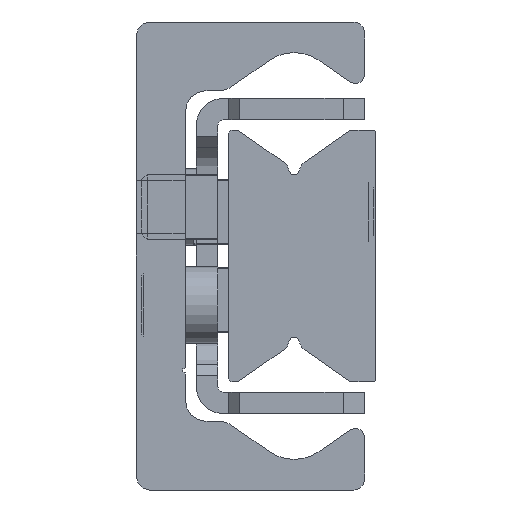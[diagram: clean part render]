
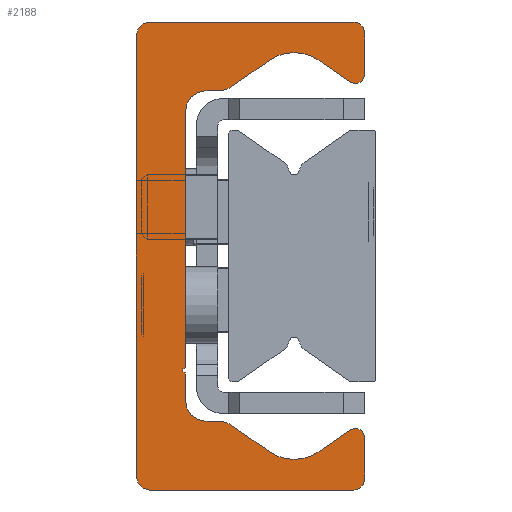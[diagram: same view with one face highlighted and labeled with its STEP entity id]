
A CAD part, left-side view. The second image highlights one B-rep face of the part: STEP entity #2188.
In plain terms, the highlighted planar face has unit normal (-1, 0, 0).
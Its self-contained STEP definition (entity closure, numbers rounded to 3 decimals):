
#1195=CARTESIAN_POINT('',(0.0,9.25,-21.5));
#1196=VERTEX_POINT('',#1195);
#1203=CARTESIAN_POINT('',(0.0,10.5,-20.25));
#1204=VERTEX_POINT('',#1203);
#1205=CARTESIAN_POINT('',(0.0,9.25,-20.25));
#1206=DIRECTION('',(1.0,0.0,0.0));
#1207=DIRECTION('',(0.0,0.0,-1.0));
#1208=AXIS2_PLACEMENT_3D('',#1205,#1206,#1207);
#1209=CIRCLE('',#1208,1.25);
#1210=EDGE_CURVE('',#1196,#1204,#1209,.T.);
#1234=CARTESIAN_POINT('',(0.0,-9.5,-21.5));
#1235=VERTEX_POINT('',#1234);
#1242=CARTESIAN_POINT('',(0.0,-9.5,-21.5));
#1243=DIRECTION('',(0.0,1.0,0.0));
#1244=VECTOR('',#1243,18.75);
#1245=LINE('',#1242,#1244);
#1246=EDGE_CURVE('',#1235,#1196,#1245,.T.);
#1266=CARTESIAN_POINT('',(0.0,-10.5,-20.5));
#1267=VERTEX_POINT('',#1266);
#1274=CARTESIAN_POINT('',(0.0,-9.5,-20.5));
#1275=DIRECTION('',(1.0,0.0,0.0));
#1276=DIRECTION('',(0.0,-1.0,0.0));
#1277=AXIS2_PLACEMENT_3D('',#1274,#1275,#1276);
#1278=CIRCLE('',#1277,1.);
#1279=EDGE_CURVE('',#1267,#1235,#1278,.T.);
#1298=CARTESIAN_POINT('',(0.0,-10.5,-16.65));
#1299=VERTEX_POINT('',#1298);
#1306=CARTESIAN_POINT('',(0.0,-10.5,-16.65));
#1307=DIRECTION('',(0.0,0.0,-1.0));
#1308=VECTOR('',#1307,3.85);
#1309=LINE('',#1306,#1308);
#1310=EDGE_CURVE('',#1299,#1267,#1309,.T.);
#1330=CARTESIAN_POINT('',(0.0,-9.162,-15.954));
#1331=VERTEX_POINT('',#1330);
#1338=CARTESIAN_POINT('',(0.0,-9.65,-16.65));
#1339=DIRECTION('',(1.0,0.0,0.0));
#1340=DIRECTION('',(0.0,0.574,0.819));
#1341=AXIS2_PLACEMENT_3D('',#1338,#1339,#1340);
#1342=CIRCLE('',#1341,0.85);
#1343=EDGE_CURVE('',#1331,#1299,#1342,.T.);
#1362=CARTESIAN_POINT('',(0.0,-6.294,-17.962));
#1363=VERTEX_POINT('',#1362);
#1370=CARTESIAN_POINT('',(0.0,-6.294,-17.962));
#1371=DIRECTION('',(0.0,-0.819,0.574));
#1372=VECTOR('',#1371,3.501);
#1373=LINE('',#1370,#1372);
#1374=EDGE_CURVE('',#1363,#1331,#1373,.T.);
#1394=CARTESIAN_POINT('',(0.0,-1.706,-17.962));
#1395=VERTEX_POINT('',#1394);
#1402=CARTESIAN_POINT('',(0.0,-4.0,-14.685));
#1403=DIRECTION('',(-1.0,0.0,0.0));
#1404=DIRECTION('',(0.0,0.574,0.819));
#1405=AXIS2_PLACEMENT_3D('',#1402,#1403,#1404);
#1406=CIRCLE('',#1405,4.0);
#1407=EDGE_CURVE('',#1395,#1363,#1406,.T.);
#1426=CARTESIAN_POINT('',(0.0,1.722,-15.562));
#1427=VERTEX_POINT('',#1426);
#1434=CARTESIAN_POINT('',(0.0,1.722,-15.562));
#1435=DIRECTION('',(0.0,-0.819,-0.574));
#1436=VECTOR('',#1435,4.185);
#1437=LINE('',#1434,#1436);
#1438=EDGE_CURVE('',#1427,#1395,#1437,.T.);
#1458=CARTESIAN_POINT('',(0.0,2.869,-15.2));
#1459=VERTEX_POINT('',#1458);
#1466=CARTESIAN_POINT('',(0.0,2.869,-17.2));
#1467=DIRECTION('',(1.0,0.0,0.0));
#1468=DIRECTION('',(0.0,0.0,1.0));
#1469=AXIS2_PLACEMENT_3D('',#1466,#1467,#1468);
#1470=CIRCLE('',#1469,2.0);
#1471=EDGE_CURVE('',#1459,#1427,#1470,.T.);
#1490=CARTESIAN_POINT('',(0.0,4.,-15.2));
#1491=VERTEX_POINT('',#1490);
#1498=CARTESIAN_POINT('',(0.0,4.,-15.2));
#1499=DIRECTION('',(0.0,-1.0,0.0));
#1500=VECTOR('',#1499,1.131);
#1501=LINE('',#1498,#1500);
#1502=EDGE_CURVE('',#1491,#1459,#1501,.T.);
#1522=CARTESIAN_POINT('',(0.0,6.,-13.2));
#1523=VERTEX_POINT('',#1522);
#1530=CARTESIAN_POINT('',(0.0,4.,-13.2));
#1531=DIRECTION('',(-1.0,0.0,0.0));
#1532=DIRECTION('',(0.0,0.0,1.0));
#1533=AXIS2_PLACEMENT_3D('',#1530,#1531,#1532);
#1534=CIRCLE('',#1533,2.0);
#1535=EDGE_CURVE('',#1523,#1491,#1534,.T.);
#1554=CARTESIAN_POINT('',(0.0,6.,-10.75));
#1555=VERTEX_POINT('',#1554);
#1562=CARTESIAN_POINT('',(0.0,6.,-10.75));
#1563=DIRECTION('',(0.0,0.0,-1.0));
#1564=VECTOR('',#1563,2.45);
#1565=LINE('',#1562,#1564);
#1566=EDGE_CURVE('',#1555,#1523,#1565,.T.);
#1586=CARTESIAN_POINT('',(0.0,6.,-10.25));
#1587=VERTEX_POINT('',#1586);
#1594=CARTESIAN_POINT('',(0.0,6.,-10.5));
#1595=DIRECTION('',(-1.0,0.0,0.0));
#1596=DIRECTION('',(0.0,0.0,1.0));
#1597=AXIS2_PLACEMENT_3D('',#1594,#1595,#1596);
#1598=CIRCLE('',#1597,0.25);
#1599=EDGE_CURVE('',#1587,#1555,#1598,.T.);
#1618=CARTESIAN_POINT('',(0.0,6.,13.2));
#1619=VERTEX_POINT('',#1618);
#1626=CARTESIAN_POINT('',(0.0,6.,13.2));
#1627=DIRECTION('',(0.0,0.0,-1.0));
#1628=VECTOR('',#1627,23.45);
#1629=LINE('',#1626,#1628);
#1630=EDGE_CURVE('',#1619,#1587,#1629,.T.);
#1722=CARTESIAN_POINT('',(0.0,4.,15.2));
#1723=VERTEX_POINT('',#1722);
#1730=CARTESIAN_POINT('',(0.0,4.,13.2));
#1731=DIRECTION('',(-1.0,0.0,0.0));
#1732=DIRECTION('',(0.0,-1.0,0.0));
#1733=AXIS2_PLACEMENT_3D('',#1730,#1731,#1732);
#1734=CIRCLE('',#1733,2.0);
#1735=EDGE_CURVE('',#1723,#1619,#1734,.T.);
#1754=CARTESIAN_POINT('',(0.0,2.869,15.2));
#1755=VERTEX_POINT('',#1754);
#1762=CARTESIAN_POINT('',(0.0,2.869,15.2));
#1763=DIRECTION('',(0.0,1.0,0.0));
#1764=VECTOR('',#1763,1.131);
#1765=LINE('',#1762,#1764);
#1766=EDGE_CURVE('',#1755,#1723,#1765,.T.);
#1786=CARTESIAN_POINT('',(0.0,1.722,15.562));
#1787=VERTEX_POINT('',#1786);
#1794=CARTESIAN_POINT('',(0.0,2.869,17.2));
#1795=DIRECTION('',(1.0,0.0,0.0));
#1796=DIRECTION('',(0.0,-0.574,-0.819));
#1797=AXIS2_PLACEMENT_3D('',#1794,#1795,#1796);
#1798=CIRCLE('',#1797,2.0);
#1799=EDGE_CURVE('',#1787,#1755,#1798,.T.);
#1818=CARTESIAN_POINT('',(0.0,-1.706,17.962));
#1819=VERTEX_POINT('',#1818);
#1826=CARTESIAN_POINT('',(0.0,-1.706,17.962));
#1827=DIRECTION('',(0.0,0.819,-0.574));
#1828=VECTOR('',#1827,4.185);
#1829=LINE('',#1826,#1828);
#1830=EDGE_CURVE('',#1819,#1787,#1829,.T.);
#1850=CARTESIAN_POINT('',(0.0,-6.294,17.962));
#1851=VERTEX_POINT('',#1850);
#1858=CARTESIAN_POINT('',(0.0,-4.0,14.685));
#1859=DIRECTION('',(-1.0,0.0,0.0));
#1860=DIRECTION('',(0.0,-0.574,-0.819));
#1861=AXIS2_PLACEMENT_3D('',#1858,#1859,#1860);
#1862=CIRCLE('',#1861,4.0);
#1863=EDGE_CURVE('',#1851,#1819,#1862,.T.);
#1882=CARTESIAN_POINT('',(0.0,-9.162,15.954));
#1883=VERTEX_POINT('',#1882);
#1890=CARTESIAN_POINT('',(0.0,-9.162,15.954));
#1891=DIRECTION('',(0.0,0.819,0.574));
#1892=VECTOR('',#1891,3.501);
#1893=LINE('',#1890,#1892);
#1894=EDGE_CURVE('',#1883,#1851,#1893,.T.);
#1914=CARTESIAN_POINT('',(0.0,-10.5,16.65));
#1915=VERTEX_POINT('',#1914);
#1922=CARTESIAN_POINT('',(0.0,-9.65,16.65));
#1923=DIRECTION('',(1.0,0.0,0.0));
#1924=DIRECTION('',(0.0,-1.0,0.0));
#1925=AXIS2_PLACEMENT_3D('',#1922,#1923,#1924);
#1926=CIRCLE('',#1925,0.85);
#1927=EDGE_CURVE('',#1915,#1883,#1926,.T.);
#1946=CARTESIAN_POINT('',(0.0,-10.5,20.5));
#1947=VERTEX_POINT('',#1946);
#1954=CARTESIAN_POINT('',(0.0,-10.5,20.5));
#1955=DIRECTION('',(0.0,0.0,-1.0));
#1956=VECTOR('',#1955,3.85);
#1957=LINE('',#1954,#1956);
#1958=EDGE_CURVE('',#1947,#1915,#1957,.T.);
#1978=CARTESIAN_POINT('',(0.0,-9.5,21.5));
#1979=VERTEX_POINT('',#1978);
#1986=CARTESIAN_POINT('',(0.0,-9.5,20.5));
#1987=DIRECTION('',(1.0,0.0,0.0));
#1988=DIRECTION('',(0.0,0.0,1.0));
#1989=AXIS2_PLACEMENT_3D('',#1986,#1987,#1988);
#1990=CIRCLE('',#1989,1.);
#1991=EDGE_CURVE('',#1979,#1947,#1990,.T.);
#2010=CARTESIAN_POINT('',(0.0,9.25,21.5));
#2011=VERTEX_POINT('',#2010);
#2018=CARTESIAN_POINT('',(0.0,9.25,21.5));
#2019=DIRECTION('',(0.0,-1.0,0.0));
#2020=VECTOR('',#2019,18.75);
#2021=LINE('',#2018,#2020);
#2022=EDGE_CURVE('',#2011,#1979,#2021,.T.);
#2042=CARTESIAN_POINT('',(0.0,10.5,20.25));
#2043=VERTEX_POINT('',#2042);
#2050=CARTESIAN_POINT('',(0.0,9.25,20.25));
#2051=DIRECTION('',(1.0,0.0,0.0));
#2052=DIRECTION('',(0.0,1.0,0.0));
#2053=AXIS2_PLACEMENT_3D('',#2050,#2051,#2052);
#2054=CIRCLE('',#2053,1.25);
#2055=EDGE_CURVE('',#2043,#2011,#2054,.T.);
#2073=CARTESIAN_POINT('',(0.0,10.5,-20.25));
#2074=DIRECTION('',(0.0,0.0,1.0));
#2075=VECTOR('',#2074,40.5);
#2076=LINE('',#2073,#2075);
#2077=EDGE_CURVE('',#1204,#2043,#2076,.T.);
#2155=CARTESIAN_POINT('',(0.0,2.66,-0.019));
#2156=DIRECTION('',(1.0,0.0,0.0));
#2157=DIRECTION('',(0.0,0.0,-1.0));
#2158=AXIS2_PLACEMENT_3D('',#2155,#2156,#2157);
#2159=PLANE('',#2158);
#2160=ORIENTED_EDGE('',*,*,#2077,.F.);
#2161=ORIENTED_EDGE('',*,*,#1210,.F.);
#2162=ORIENTED_EDGE('',*,*,#1246,.F.);
#2163=ORIENTED_EDGE('',*,*,#1279,.F.);
#2164=ORIENTED_EDGE('',*,*,#1310,.F.);
#2165=ORIENTED_EDGE('',*,*,#1343,.F.);
#2166=ORIENTED_EDGE('',*,*,#1374,.F.);
#2167=ORIENTED_EDGE('',*,*,#1407,.F.);
#2168=ORIENTED_EDGE('',*,*,#1438,.F.);
#2169=ORIENTED_EDGE('',*,*,#1471,.F.);
#2170=ORIENTED_EDGE('',*,*,#1502,.F.);
#2171=ORIENTED_EDGE('',*,*,#1535,.F.);
#2172=ORIENTED_EDGE('',*,*,#1566,.F.);
#2173=ORIENTED_EDGE('',*,*,#1599,.F.);
#2174=ORIENTED_EDGE('',*,*,#1630,.F.);
#2175=ORIENTED_EDGE('',*,*,#1735,.F.);
#2176=ORIENTED_EDGE('',*,*,#1766,.F.);
#2177=ORIENTED_EDGE('',*,*,#1799,.F.);
#2178=ORIENTED_EDGE('',*,*,#1830,.F.);
#2179=ORIENTED_EDGE('',*,*,#1863,.F.);
#2180=ORIENTED_EDGE('',*,*,#1894,.F.);
#2181=ORIENTED_EDGE('',*,*,#1927,.F.);
#2182=ORIENTED_EDGE('',*,*,#1958,.F.);
#2183=ORIENTED_EDGE('',*,*,#1991,.F.);
#2184=ORIENTED_EDGE('',*,*,#2022,.F.);
#2185=ORIENTED_EDGE('',*,*,#2055,.F.);
#2186=EDGE_LOOP('',(#2160,#2161,#2162,#2163,#2164,#2165,#2166,#2167,#2168,#2169,#2170,#2171,#2172,#2173,#2174,#2175,#2176,#2177,#2178,#2179,#2180,#2181,#2182,#2183,#2184,#2185));
#2187=FACE_OUTER_BOUND('',#2186,.T.);
#2188=ADVANCED_FACE('',(#2187),#2159,.F.);
